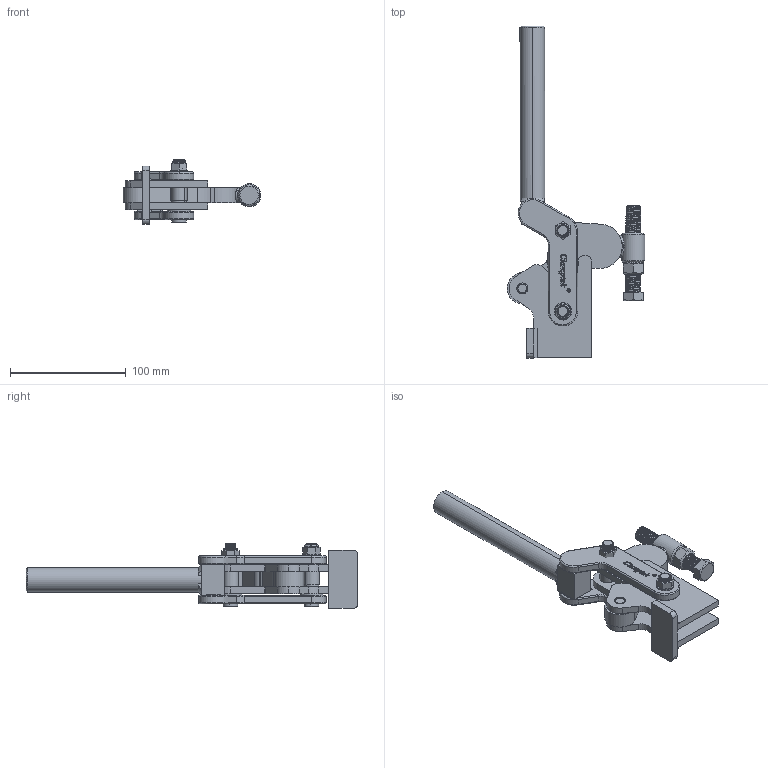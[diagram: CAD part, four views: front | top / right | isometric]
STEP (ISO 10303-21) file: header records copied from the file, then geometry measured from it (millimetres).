
FILE_DESCRIPTION (( 'STEP AP203' ), '1' );
FILE_NAME ('CH-101-K.STEP', '2019-06-21T10:26:31', ( 'User' ), ( 'china' ), 'SwSTEP 2.0', 'SolidWorks 2018', '' );
FILE_SCHEMA (( 'CONFIG_CONTROL_DESIGN' ));
Length unit declared in the file: millimetre
Products named in the file (14): 3-8-16 LOCK NUT; 702-D-03; 702-D-08; M12 NUT; 101-K-02_默认<按加工>; 101-K-01_默认<按加工>; 702-D-10; 101-K-05_默认<按加工>; 702-D-07; CH-SA-127017 SPINDLE SUPPLIED; 702-D-06; CH-101-K; 702-D-12; 702-D-11
Assembly tree (23 placements, depth 2):
  CH-101-K
    702-D-08  x2
    101-K-02_默认<按加工>
    702-D-10  x2
    702-D-07  x2
    702-D-06  x2
    702-D-12  x2
    702-D-11  x4
    3-8-16 LOCK NUT  x2
    702-D-03  x2
    M12 NUT
    101-K-01_默认<按加工>
    101-K-05_默认<按加工>
    CH-SA-127017 SPINDLE SUPPLIED
Bounding box: 119.15 x 287.26 x 56.15 mm (x, y, z)
Volume: 219040.5 mm3; surface area: 107601 mm2
Topology: 39 solids, 39 shells, 2879 faces, 8182 edges, 5421 vertices
Faces by surface type: plane 1822, cylinder 738, bspline 192, cone 99, torus 28
Entity records: 78414 total; most frequent: CARTESIAN_POINT 31079, ORIENTED_EDGE 10236, DIRECTION 8611, EDGE_CURVE 5118, VERTEX_POINT 3387, VECTOR 3339, LINE 3339, AXIS2_PLACEMENT_3D 2636
